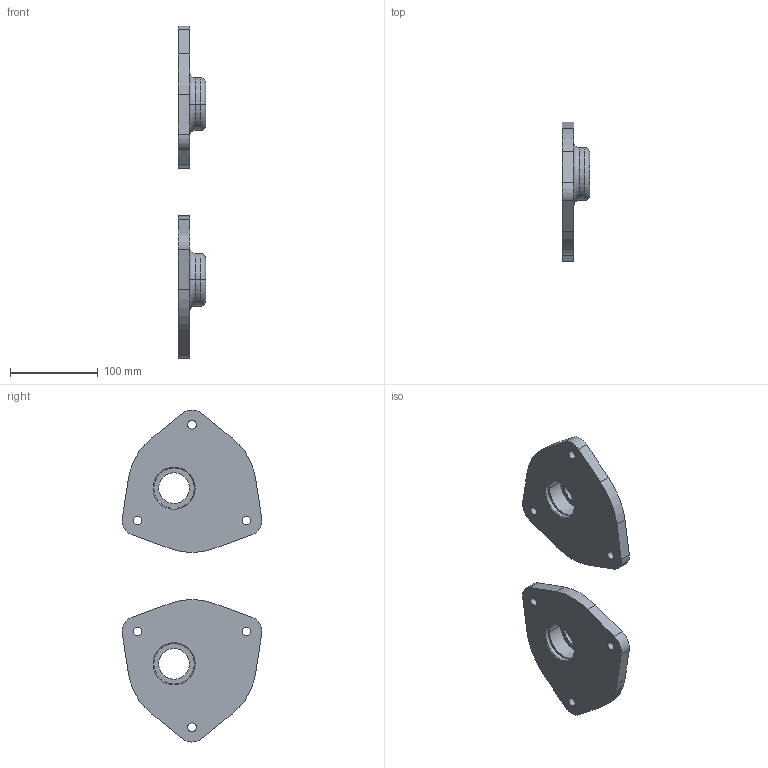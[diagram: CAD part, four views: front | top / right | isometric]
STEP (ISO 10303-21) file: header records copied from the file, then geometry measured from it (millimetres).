
FILE_DESCRIPTION(('CATIA V5 STEP Exchange'),'2;1');
FILE_NAME('coupelle G-D.stp','2023-01-15T14:08:59+00:00',('none'),('none'),'CATIA Version 5 Release 19 SP 2 (IN-10)','CATIA V5 STEP AP203','none');
FILE_SCHEMA(('CONFIG_CONTROL_DESIGN'));
Length unit declared in the file: millimetre
Products named in the file (1): Part2
Bounding box: 31.1 x 159.09 x 378 mm (x, y, z)
Volume: 489065.2 mm3; surface area: 101259.9 mm2
Topology: 2 solids, 2 shells, 80 faces, 192 edges, 124 vertices
Faces by surface type: cylinder 44, plane 24, torus 8, cone 4
Entity records: 2202 total; most frequent: ORIENTED_EDGE 384, CARTESIAN_POINT 371, DIRECTION 300, EDGE_CURVE 192, AXIS2_PLACEMENT_3D 163, VERTEX_POINT 124, CIRCLE 108, EDGE_LOOP 104
